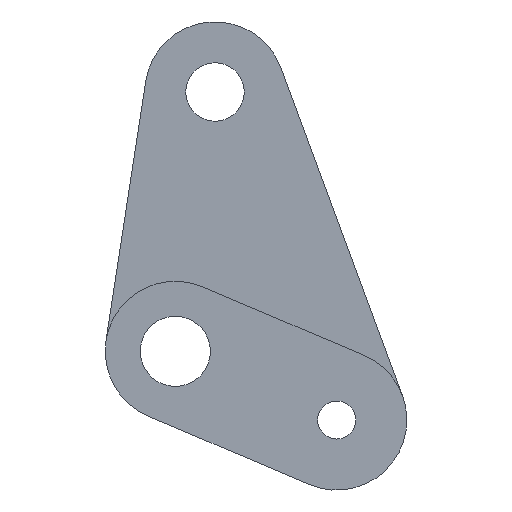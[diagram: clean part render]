
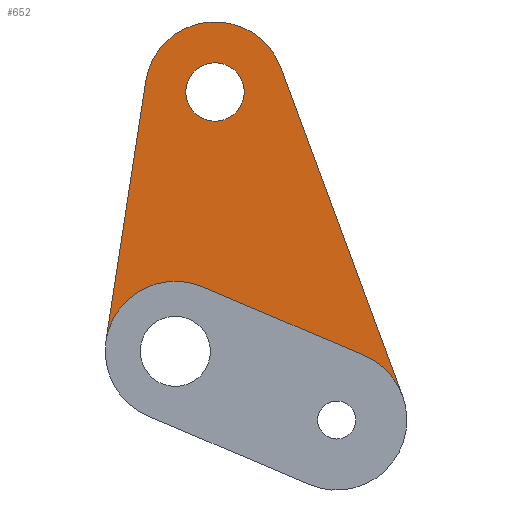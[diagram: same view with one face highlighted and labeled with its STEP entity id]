
A CAD part, left-side view. The second image highlights one B-rep face of the part: STEP entity #652.
In plain terms, the highlighted planar face has unit normal (-1, 0, 0).
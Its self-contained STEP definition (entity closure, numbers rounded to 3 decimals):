
#307=CARTESIAN_POINT('Vertex',(17.6,-18.043,48.543)) ;
#314=CARTESIAN_POINT('Vertex',(17.6,5.07,46.186)) ;
#317=CARTESIAN_POINT('Axis2P3D Location',(17.6,-6.792,44.37)) ;
#334=CARTESIAN_POINT('Line Origine',(17.6,-28.449,20.483)) ;
#338=CARTESIAN_POINT('Vertex',(17.6,-38.854,-7.578)) ;
#379=CARTESIAN_POINT('Axis2P3D Location',(17.6,-27.603,-11.75)) ;
#383=CARTESIAN_POINT('Vertex',(17.6,-32.303,-0.709)) ;
#443=CARTESIAN_POINT('Vertex',(17.6,11.862,1.816)) ;
#464=CARTESIAN_POINT('Vertex',(17.6,-4.7,11.041)) ;
#467=CARTESIAN_POINT('Axis2P3D Location',(17.6,0.,0.)) ;
#487=CARTESIAN_POINT('Line Origine',(17.6,8.466,24.001)) ;
#574=CARTESIAN_POINT('Vertex',(17.6,-11.792,44.37)) ;
#577=CARTESIAN_POINT('Axis2P3D Location',(17.6,-6.792,44.37)) ;
#581=CARTESIAN_POINT('Vertex',(17.6,-1.792,44.37)) ;
#601=CARTESIAN_POINT('Axis2P3D Location',(17.6,-6.792,44.37)) ;
#618=CARTESIAN_POINT('Line Origine',(17.6,-18.502,5.166)) ;
#635=CARTESIAN_POINT('Axis2P3D Location',(17.6,0.,0.)) ;
#318=DIRECTION('Axis2P3D Direction',(1.,0.,0.)) ;
#335=DIRECTION('Vector Direction',(0.,0.348,0.938)) ;
#380=DIRECTION('Axis2P3D Direction',(-1.,-0.,0.)) ;
#468=DIRECTION('Axis2P3D Direction',(-1.,-0.,0.)) ;
#488=DIRECTION('Vector Direction',(0.,0.151,-0.988)) ;
#578=DIRECTION('Axis2P3D Direction',(1.,0.,0.)) ;
#602=DIRECTION('Axis2P3D Direction',(1.,0.,0.)) ;
#619=DIRECTION('Vector Direction',(0.,-0.92,-0.392)) ;
#636=DIRECTION('Axis2P3D Direction',(-1.,-0.,0.)) ;
#637=DIRECTION('Axis2P3D XDirection',(0.,-1.,-0.)) ;
#319=AXIS2_PLACEMENT_3D('Circle Axis2P3D',#317,#318,$) ;
#381=AXIS2_PLACEMENT_3D('Circle Axis2P3D',#379,#380,$) ;
#469=AXIS2_PLACEMENT_3D('Circle Axis2P3D',#467,#468,$) ;
#579=AXIS2_PLACEMENT_3D('Circle Axis2P3D',#577,#578,$) ;
#603=AXIS2_PLACEMENT_3D('Circle Axis2P3D',#601,#602,$) ;
#638=AXIS2_PLACEMENT_3D('Plane Axis2P3D',#635,#636,#637) ;
#641=ORIENTED_EDGE('',*,*,#340,.T.) ;
#642=ORIENTED_EDGE('',*,*,#321,.T.) ;
#643=ORIENTED_EDGE('',*,*,#491,.T.) ;
#644=ORIENTED_EDGE('',*,*,#471,.F.) ;
#645=ORIENTED_EDGE('',*,*,#622,.F.) ;
#646=ORIENTED_EDGE('',*,*,#385,.F.) ;
#649=ORIENTED_EDGE('',*,*,#605,.F.) ;
#650=ORIENTED_EDGE('',*,*,#583,.F.) ;
#651=FACE_BOUND('',#648,.T.) ;
#336=VECTOR('Line Direction',#335,1.) ;
#489=VECTOR('Line Direction',#488,1.) ;
#620=VECTOR('Line Direction',#619,1.) ;
#652=ADVANCED_FACE('Corps principal',(#647,#651),#639,.T.) ;
#320=CIRCLE('generated circle',#319,12.) ;
#382=CIRCLE('generated circle',#381,12.) ;
#470=CIRCLE('generated circle',#469,12.) ;
#580=CIRCLE('generated circle',#579,5.) ;
#604=CIRCLE('generated circle',#603,5.) ;
#321=EDGE_CURVE('',#308,#315,#320,.F.) ;
#340=EDGE_CURVE('',#339,#308,#337,.T.) ;
#385=EDGE_CURVE('',#339,#384,#382,.T.) ;
#471=EDGE_CURVE('',#465,#444,#470,.T.) ;
#491=EDGE_CURVE('',#315,#444,#490,.T.) ;
#583=EDGE_CURVE('',#575,#582,#580,.F.) ;
#605=EDGE_CURVE('',#582,#575,#604,.F.) ;
#622=EDGE_CURVE('',#384,#465,#621,.F.) ;
#640=EDGE_LOOP('',(#641,#642,#643,#644,#645,#646)) ;
#648=EDGE_LOOP('',(#649,#650)) ;
#647=FACE_OUTER_BOUND('',#640,.T.) ;
#337=LINE('Line',#334,#336) ;
#490=LINE('Line',#487,#489) ;
#621=LINE('Line',#618,#620) ;
#639=PLANE('',#638) ;
#308=VERTEX_POINT('',#307) ;
#315=VERTEX_POINT('',#314) ;
#339=VERTEX_POINT('',#338) ;
#384=VERTEX_POINT('',#383) ;
#444=VERTEX_POINT('',#443) ;
#465=VERTEX_POINT('',#464) ;
#575=VERTEX_POINT('',#574) ;
#582=VERTEX_POINT('',#581) ;
